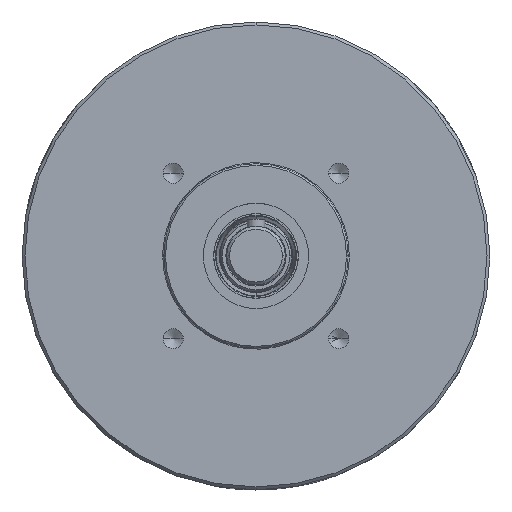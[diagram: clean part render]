
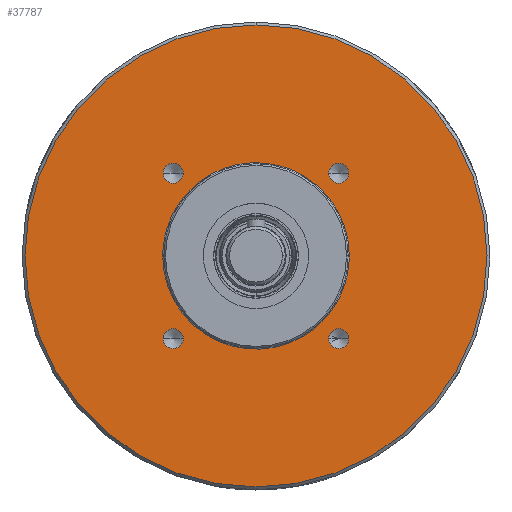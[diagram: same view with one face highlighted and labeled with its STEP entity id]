
A CAD part, top view. The second image highlights one B-rep face of the part: STEP entity #37787.
In plain terms, the highlighted planar face has unit normal (0, 0, 1).
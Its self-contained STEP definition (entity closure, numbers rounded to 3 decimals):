
#14 = AXIS2_PLACEMENT_3D ( 'NONE', #39198, #38545, #32196 ) ;
#50 = EDGE_CURVE ( 'NONE', #20816, #33711, #14687, .T. ) ;
#144 = CARTESIAN_POINT ( 'NONE',  ( -31.9, 0., -5. ) ) ;
#167 = ORIENTED_EDGE ( 'NONE', *, *, #346, .F. ) ;
#346 = EDGE_CURVE ( 'NONE', #33125, #29141, #6966, .T. ) ;
#372 = CARTESIAN_POINT ( 'NONE',  ( -31.9, -63.8, -5. ) ) ;
#879 = DIRECTION ( 'NONE',  ( 0., 0., -1. ) ) ;
#1368 = DIRECTION ( 'NONE',  ( 1., 0., 0. ) ) ;
#1817 = CARTESIAN_POINT ( 'NONE',  ( 31.9, 0., -5. ) ) ;
#2264 = CIRCLE ( 'NONE', #34389, 3.4 ) ;
#3135 = CARTESIAN_POINT ( 'NONE',  ( 31.9, 0., -5. ) ) ;
#3361 = CARTESIAN_POINT ( 'NONE',  ( -24.884, -28.284, -5. ) ) ;
#4357 = ORIENTED_EDGE ( 'NONE', *, *, #7344, .F. ) ;
#4414 = EDGE_LOOP ( 'NONE', ( #38328, #167 ) ) ;
#4559 = DIRECTION ( 'NONE',  ( 0., 1., 0. ) ) ;
#5386 = CARTESIAN_POINT ( 'NONE',  ( 0., -79., -5. ) ) ;
#5420 = DIRECTION ( 'NONE',  ( 1., 0., 0. ) ) ;
#6225 = DIRECTION ( 'NONE',  ( 1., 0., 0. ) ) ;
#6966 = CIRCLE ( 'NONE', #11895, 79. ) ;
#7327 = VERTEX_POINT ( 'NONE', #30504 ) ;
#7344 = EDGE_CURVE ( 'NONE', #9428, #33633, #31189, .T. ) ;
#7657 = PLANE ( 'NONE',  #39189 ) ;
#8291 = AXIS2_PLACEMENT_3D ( 'NONE', #14230, #10512, #17920 ) ;
#8602 = EDGE_CURVE ( 'NONE', #10360, #39999, #39252, .T. ) ;
#9308 = EDGE_CURVE ( 'NONE', #29141, #33125, #21848, .T. ) ;
#9428 = VERTEX_POINT ( 'NONE', #13552 ) ;
#10360 = VERTEX_POINT ( 'NONE', #34343 ) ;
#10512 = DIRECTION ( 'NONE',  ( 0., 0., 1. ) ) ;
#10756 = CARTESIAN_POINT ( 'NONE',  ( 28.284, 28.284, -5. ) ) ;
#10787 = CARTESIAN_POINT ( 'NONE',  ( 31.9, 63.8, -5. ) ) ;
#11132 = DIRECTION ( 'NONE',  ( 0., 0., 1. ) ) ;
#11310 = ORIENTED_EDGE ( 'NONE', *, *, #23651, .F. ) ;
#11574 =( BOUNDED_CURVE ( )  B_SPLINE_CURVE ( 3, ( #14484, #10787, #37840, #14063 ),
 .UNSPECIFIED., .F., .F. ) 
 B_SPLINE_CURVE_WITH_KNOTS ( ( 4, 4 ),
 ( 0., 1. ),
 .UNSPECIFIED. ) 
 CURVE ( )  GEOMETRIC_REPRESENTATION_ITEM ( )  RATIONAL_B_SPLINE_CURVE ( ( 1., 0.333, 0.333, 1. ) ) 
 REPRESENTATION_ITEM ( '' )  );
#11577 = CARTESIAN_POINT ( 'NONE',  ( 0., 0., -5. ) ) ;
#11895 = AXIS2_PLACEMENT_3D ( 'NONE', #11577, #41696, #4559 ) ;
#12377 = DIRECTION ( 'NONE',  ( 0., 0., 1. ) ) ;
#12482 = DIRECTION ( 'NONE',  ( 0., 1., 0. ) ) ;
#12831 = AXIS2_PLACEMENT_3D ( 'NONE', #15266, #11132, #5420 ) ;
#13289 = CIRCLE ( 'NONE', #14, 3.4 ) ;
#13328 = CARTESIAN_POINT ( 'NONE',  ( 0., 0., -5. ) ) ;
#13552 = CARTESIAN_POINT ( 'NONE',  ( -31.9, 0., -5. ) ) ;
#13797 = FACE_BOUND ( 'NONE', #41176, .T. ) ;
#14063 = CARTESIAN_POINT ( 'NONE',  ( -31.9, 0., -5. ) ) ;
#14096 = EDGE_CURVE ( 'NONE', #15495, #7327, #2264, .T. ) ;
#14230 = CARTESIAN_POINT ( 'NONE',  ( -28.284, 28.284, -5. ) ) ;
#14484 = CARTESIAN_POINT ( 'NONE',  ( 31.9, 0., -5. ) ) ;
#14600 = CARTESIAN_POINT ( 'NONE',  ( -31.684, 28.284, -5. ) ) ;
#14687 = CIRCLE ( 'NONE', #18140, 3.4 ) ;
#15266 = CARTESIAN_POINT ( 'NONE',  ( -28.284, -28.284, -5. ) ) ;
#15495 = VERTEX_POINT ( 'NONE', #16008 ) ;
#16008 = CARTESIAN_POINT ( 'NONE',  ( 31.684, 28.284, -5. ) ) ;
#16654 = DIRECTION ( 'NONE',  ( 0., 0., 1. ) ) ;
#16905 = EDGE_CURVE ( 'NONE', #7327, #15495, #29591, .T. ) ;
#17031 = AXIS2_PLACEMENT_3D ( 'NONE', #10756, #16654, #29953 ) ;
#17057 = EDGE_LOOP ( 'NONE', ( #23781, #24130 ) ) ;
#17631 = DIRECTION ( 'NONE',  ( 1., 0., 0. ) ) ;
#17794 = EDGE_CURVE ( 'NONE', #33711, #20816, #27531, .T. ) ;
#17920 = DIRECTION ( 'NONE',  ( 1., 0., 0. ) ) ;
#17921 = FACE_BOUND ( 'NONE', #31873, .T. ) ;
#18140 = AXIS2_PLACEMENT_3D ( 'NONE', #31496, #34767, #30862 ) ;
#19084 = EDGE_CURVE ( 'NONE', #39999, #10360, #39320, .T. ) ;
#19149 = ORIENTED_EDGE ( 'NONE', *, *, #8602, .F. ) ;
#19318 = ORIENTED_EDGE ( 'NONE', *, *, #14096, .F. ) ;
#19682 = DIRECTION ( 'NONE',  ( 0., 0., -1. ) ) ;
#20146 = CIRCLE ( 'NONE', #8291, 3.4 ) ;
#20477 = AXIS2_PLACEMENT_3D ( 'NONE', #13328, #19682, #12482 ) ;
#20816 = VERTEX_POINT ( 'NONE', #39269 ) ;
#21193 = DIRECTION ( 'NONE',  ( -1., 0., 0. ) ) ;
#21848 = CIRCLE ( 'NONE', #20477, 79. ) ;
#23651 = EDGE_CURVE ( 'NONE', #27682, #37896, #20146, .T. ) ;
#23781 = ORIENTED_EDGE ( 'NONE', *, *, #17794, .F. ) ;
#24044 = CARTESIAN_POINT ( 'NONE',  ( -24.884, 28.284, -5. ) ) ;
#24130 = ORIENTED_EDGE ( 'NONE', *, *, #50, .F. ) ;
#24259 = FACE_OUTER_BOUND ( 'NONE', #4414, .T. ) ;
#25302 = AXIS2_PLACEMENT_3D ( 'NONE', #42293, #12377, #6225 ) ;
#27021 = CARTESIAN_POINT ( 'NONE',  ( 31.9, -63.8, -5. ) ) ;
#27156 = ORIENTED_EDGE ( 'NONE', *, *, #19084, .F. ) ;
#27450 = CARTESIAN_POINT ( 'NONE',  ( 28.284, 28.284, -5. ) ) ;
#27531 = CIRCLE ( 'NONE', #38701, 3.4 ) ;
#27682 = VERTEX_POINT ( 'NONE', #14600 ) ;
#27849 = ORIENTED_EDGE ( 'NONE', *, *, #28803, .F. ) ;
#28803 = EDGE_CURVE ( 'NONE', #37896, #27682, #13289, .T. ) ;
#29141 = VERTEX_POINT ( 'NONE', #41425 ) ;
#29591 = CIRCLE ( 'NONE', #17031, 3.4 ) ;
#29953 = DIRECTION ( 'NONE',  ( 1., 0., 0. ) ) ;
#30504 = CARTESIAN_POINT ( 'NONE',  ( 24.884, 28.284, -5. ) ) ;
#30577 = EDGE_LOOP ( 'NONE', ( #27156, #19149 ) ) ;
#30862 = DIRECTION ( 'NONE',  ( 1., 0., 0. ) ) ;
#31022 = FACE_BOUND ( 'NONE', #30577, .T. ) ;
#31189 =( BOUNDED_CURVE ( )  B_SPLINE_CURVE ( 3, ( #144, #372, #27021, #1817 ),
 .UNSPECIFIED., .F., .F. ) 
 B_SPLINE_CURVE_WITH_KNOTS ( ( 4, 4 ),
 ( 0., 1. ),
 .UNSPECIFIED. ) 
 CURVE ( )  GEOMETRIC_REPRESENTATION_ITEM ( )  RATIONAL_B_SPLINE_CURVE ( ( 1., 0.333, 0.333, 1. ) ) 
 REPRESENTATION_ITEM ( '' )  );
#31496 = CARTESIAN_POINT ( 'NONE',  ( 28.284, -28.284, -5. ) ) ;
#31873 = EDGE_LOOP ( 'NONE', ( #19318, #42504 ) ) ;
#32171 = CARTESIAN_POINT ( 'NONE',  ( 28.284, -28.284, -5. ) ) ;
#32196 = DIRECTION ( 'NONE',  ( 1., 0., 0. ) ) ;
#33125 = VERTEX_POINT ( 'NONE', #5386 ) ;
#33633 = VERTEX_POINT ( 'NONE', #3135 ) ;
#33711 = VERTEX_POINT ( 'NONE', #39633 ) ;
#33873 = FACE_BOUND ( 'NONE', #39932, .T. ) ;
#34343 = CARTESIAN_POINT ( 'NONE',  ( -31.684, -28.284, -5. ) ) ;
#34389 = AXIS2_PLACEMENT_3D ( 'NONE', #27450, #34845, #17631 ) ;
#34767 = DIRECTION ( 'NONE',  ( 0., 0., 1. ) ) ;
#34845 = DIRECTION ( 'NONE',  ( 0., 0., 1. ) ) ;
#35235 = DIRECTION ( 'NONE',  ( 0., 0., 1. ) ) ;
#36347 = EDGE_CURVE ( 'NONE', #33633, #9428, #11574, .T. ) ;
#37571 = FACE_BOUND ( 'NONE', #17057, .T. ) ;
#37787 = ADVANCED_FACE ( 'NONE', ( #24259, #13797, #31022, #37571, #17921, #33873 ), #7657, .F. ) ;
#37791 = CARTESIAN_POINT ( 'NONE',  ( 0., 31.9, -5. ) ) ;
#37840 = CARTESIAN_POINT ( 'NONE',  ( -31.9, 63.8, -5. ) ) ;
#37896 = VERTEX_POINT ( 'NONE', #24044 ) ;
#38328 = ORIENTED_EDGE ( 'NONE', *, *, #9308, .F. ) ;
#38545 = DIRECTION ( 'NONE',  ( 0., 0., 1. ) ) ;
#38701 = AXIS2_PLACEMENT_3D ( 'NONE', #32171, #35235, #1368 ) ;
#39189 = AXIS2_PLACEMENT_3D ( 'NONE', #37791, #879, #21193 ) ;
#39198 = CARTESIAN_POINT ( 'NONE',  ( -28.284, 28.284, -5. ) ) ;
#39252 = CIRCLE ( 'NONE', #25302, 3.4 ) ;
#39269 = CARTESIAN_POINT ( 'NONE',  ( 24.884, -28.284, -5. ) ) ;
#39320 = CIRCLE ( 'NONE', #12831, 3.4 ) ;
#39633 = CARTESIAN_POINT ( 'NONE',  ( 31.684, -28.284, -5. ) ) ;
#39932 = EDGE_LOOP ( 'NONE', ( #27849, #11310 ) ) ;
#39999 = VERTEX_POINT ( 'NONE', #3361 ) ;
#41176 = EDGE_LOOP ( 'NONE', ( #4357, #42734 ) ) ;
#41425 = CARTESIAN_POINT ( 'NONE',  ( 0., 79., -5. ) ) ;
#41696 = DIRECTION ( 'NONE',  ( 0., 0., -1. ) ) ;
#42293 = CARTESIAN_POINT ( 'NONE',  ( -28.284, -28.284, -5. ) ) ;
#42504 = ORIENTED_EDGE ( 'NONE', *, *, #16905, .F. ) ;
#42734 = ORIENTED_EDGE ( 'NONE', *, *, #36347, .F. ) ;
